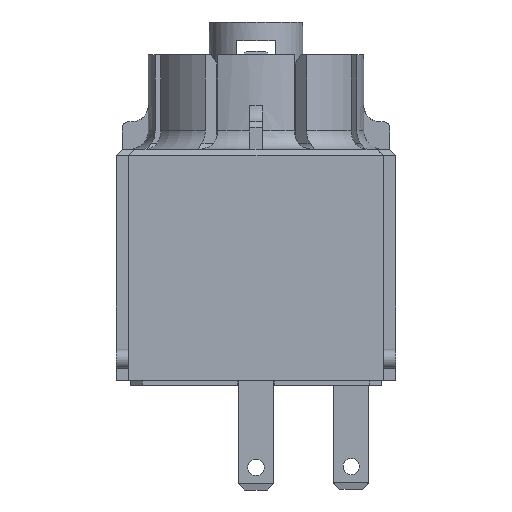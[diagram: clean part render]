
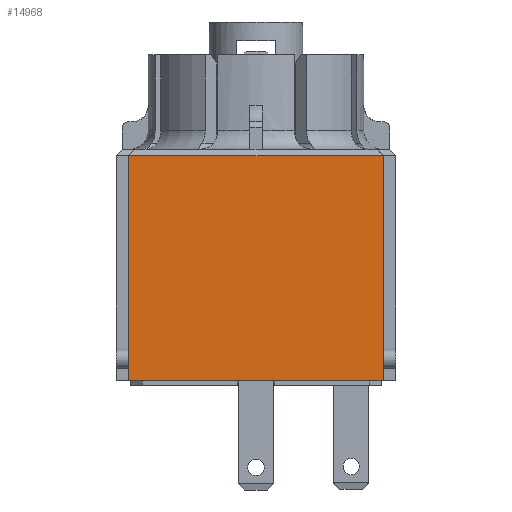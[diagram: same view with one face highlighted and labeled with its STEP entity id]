
A CAD part, front view. The second image highlights one B-rep face of the part: STEP entity #14968.
In plain terms, the highlighted planar face has unit normal (0, -1, 0).
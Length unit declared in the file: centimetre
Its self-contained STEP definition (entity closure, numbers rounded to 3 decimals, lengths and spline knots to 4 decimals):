
#1499=FACE_OUTER_BOUND($,#2335,.T.);
#2335=EDGE_LOOP($,(#11786,#11787,#11788,#11789,#11790,#11791));
#3554=LINE($,#21942,#5100);
#3587=LINE($,#22011,#5133);
#3588=LINE($,#22014,#5134);
#3592=LINE($,#22044,#5138);
#3593=LINE($,#22045,#5139);
#3636=LINE($,#22151,#5182);
#5100=VECTOR($,#17896,2.02);
#5133=VECTOR($,#17963,1.611);
#5134=VECTOR($,#17966,0.169);
#5138=VECTOR($,#18012,0.169);
#5139=VECTOR($,#18013,1.611);
#5182=VECTOR($,#18136,2.02);
#6153=VERTEX_POINT($,#19884);
#6573=VERTEX_POINT($,#21940);
#6592=VERTEX_POINT($,#22010);
#6593=VERTEX_POINT($,#22013);
#6595=VERTEX_POINT($,#22031);
#6598=VERTEX_POINT($,#22042);
#8381=EDGE_CURVE($,#6573,#6153,#3554,.T.);
#8416=EDGE_CURVE($,#6592,#6153,#3587,.T.);
#8418=EDGE_CURVE($,#6593,#6592,#3588,.T.);
#8430=EDGE_CURVE($,#6598,#6595,#3592,.T.);
#8431=EDGE_CURVE($,#6595,#6573,#3593,.T.);
#8482=EDGE_CURVE($,#6598,#6593,#3636,.T.);
#11786=ORIENTED_EDGE($,*,*,#8381,.F.);
#11787=ORIENTED_EDGE($,*,*,#8431,.F.);
#11788=ORIENTED_EDGE($,*,*,#8430,.F.);
#11789=ORIENTED_EDGE($,*,*,#8482,.T.);
#11790=ORIENTED_EDGE($,*,*,#8418,.T.);
#11791=ORIENTED_EDGE($,*,*,#8416,.T.);
#14388=PLANE($,#15946);
#14968=ADVANCED_FACE($,(#1499),#14388,.T.);
#15946=AXIS2_PLACEMENT_3D($,#22186,#18174,#18175);
#17896=DIRECTION($,(1.,0.,0.));
#17963=DIRECTION($,(0.,0.,1.));
#17966=DIRECTION($,(0.,0.,1.));
#18012=DIRECTION($,(0.,0.,1.));
#18013=DIRECTION($,(0.,0.,1.));
#18136=DIRECTION($,(1.,0.,0.));
#18174=DIRECTION('center_axis',(0.,-1.,0.));
#18175=DIRECTION('ref_axis',(0.,0.,-1.));
#19884=CARTESIAN_POINT('',(0.4641,0.1617,1.2537));
#21940=CARTESIAN_POINT('',(-1.5559,0.1617,1.2537));
#21942=CARTESIAN_POINT($,(-0.5459,0.1617,1.2537));
#22010=CARTESIAN_POINT('',(0.4641,0.1617,-0.3573));
#22011=CARTESIAN_POINT($,(0.4641,0.1617,-0.5263));
#22013=CARTESIAN_POINT('',(0.4641,0.1617,-0.5263));
#22014=CARTESIAN_POINT($,(0.4641,0.1617,-0.5263));
#22031=CARTESIAN_POINT('',(-1.5559,0.1617,-0.3573));
#22042=CARTESIAN_POINT('',(-1.5559,0.1617,-0.5263));
#22044=CARTESIAN_POINT($,(-1.5559,0.1617,-0.5263));
#22045=CARTESIAN_POINT($,(-1.5559,0.1617,-0.5263));
#22151=CARTESIAN_POINT($,(-1.5559,0.1617,-0.5263));
#22186=CARTESIAN_POINT('Origin',(-0.5459,0.1617,-0.5263));
